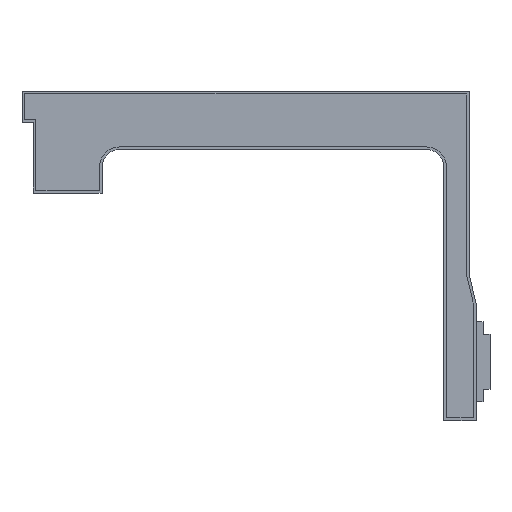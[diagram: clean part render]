
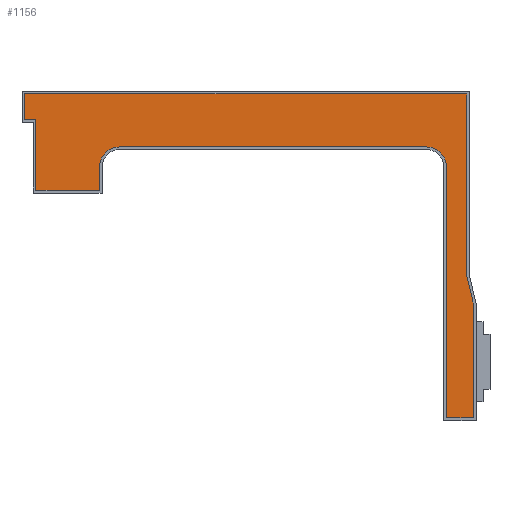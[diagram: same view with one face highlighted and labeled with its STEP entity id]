
A CAD part, top view. The second image highlights one B-rep face of the part: STEP entity #1156.
In plain terms, the highlighted planar face has unit normal (0, 0, 1).
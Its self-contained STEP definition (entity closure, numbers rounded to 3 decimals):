
#71=PLANE('',#1246);
#128=FACE_OUTER_BOUND('',#190,.T.);
#190=EDGE_LOOP('',(#1077,#1078,#1079,#1080,#1081,#1082,#1083,#1084,#1085,
#1086,#1087,#1088,#1089,#1090));
#193=LINE('',#1561,#337);
#197=LINE('',#1573,#341);
#200=LINE('',#1579,#344);
#203=LINE('',#1585,#347);
#206=LINE('',#1591,#350);
#209=LINE('',#1597,#353);
#212=LINE('',#1603,#356);
#215=LINE('',#1609,#359);
#218=LINE('',#1615,#362);
#221=LINE('',#1621,#365);
#224=LINE('',#1627,#368);
#227=LINE('',#1632,#371);
#337=VECTOR('',#1262,10.);
#341=VECTOR('',#1274,10.);
#344=VECTOR('',#1279,10.);
#347=VECTOR('',#1284,10.);
#350=VECTOR('',#1289,10.);
#353=VECTOR('',#1294,10.);
#356=VECTOR('',#1299,10.);
#359=VECTOR('',#1304,10.);
#362=VECTOR('',#1309,10.);
#365=VECTOR('',#1314,10.);
#368=VECTOR('',#1319,10.);
#371=VECTOR('',#1324,10.);
#479=CIRCLE('',#1173,2.3);
#481=CIRCLE('',#1177,2.3);
#497=VERTEX_POINT('',#1551);
#498=VERTEX_POINT('',#1552);
#501=VERTEX_POINT('',#1560);
#503=VERTEX_POINT('',#1566);
#505=VERTEX_POINT('',#1572);
#507=VERTEX_POINT('',#1578);
#509=VERTEX_POINT('',#1584);
#511=VERTEX_POINT('',#1590);
#513=VERTEX_POINT('',#1596);
#515=VERTEX_POINT('',#1602);
#517=VERTEX_POINT('',#1608);
#519=VERTEX_POINT('',#1614);
#521=VERTEX_POINT('',#1620);
#523=VERTEX_POINT('',#1626);
#605=EDGE_CURVE('',#497,#498,#479,.T.);
#609=EDGE_CURVE('',#501,#497,#193,.T.);
#612=EDGE_CURVE('',#503,#501,#481,.T.);
#615=EDGE_CURVE('',#505,#503,#197,.T.);
#618=EDGE_CURVE('',#507,#505,#200,.T.);
#621=EDGE_CURVE('',#509,#507,#203,.T.);
#624=EDGE_CURVE('',#511,#509,#206,.T.);
#627=EDGE_CURVE('',#513,#511,#209,.T.);
#630=EDGE_CURVE('',#515,#513,#212,.T.);
#633=EDGE_CURVE('',#517,#515,#215,.T.);
#636=EDGE_CURVE('',#519,#517,#218,.T.);
#639=EDGE_CURVE('',#521,#519,#221,.T.);
#642=EDGE_CURVE('',#523,#521,#224,.T.);
#645=EDGE_CURVE('',#498,#523,#227,.T.);
#1077=ORIENTED_EDGE('',*,*,#605,.T.);
#1078=ORIENTED_EDGE('',*,*,#645,.T.);
#1079=ORIENTED_EDGE('',*,*,#642,.T.);
#1080=ORIENTED_EDGE('',*,*,#639,.T.);
#1081=ORIENTED_EDGE('',*,*,#636,.T.);
#1082=ORIENTED_EDGE('',*,*,#633,.T.);
#1083=ORIENTED_EDGE('',*,*,#630,.T.);
#1084=ORIENTED_EDGE('',*,*,#627,.T.);
#1085=ORIENTED_EDGE('',*,*,#624,.T.);
#1086=ORIENTED_EDGE('',*,*,#621,.T.);
#1087=ORIENTED_EDGE('',*,*,#618,.T.);
#1088=ORIENTED_EDGE('',*,*,#615,.T.);
#1089=ORIENTED_EDGE('',*,*,#612,.T.);
#1090=ORIENTED_EDGE('',*,*,#609,.T.);
#1156=ADVANCED_FACE('',(#128),#71,.F.);
#1173=AXIS2_PLACEMENT_3D('',#1553,#1254,#1255);
#1177=AXIS2_PLACEMENT_3D('',#1567,#1267,#1268);
#1246=AXIS2_PLACEMENT_3D('',#1876,#1544,#1545);
#1254=DIRECTION('center_axis',(0.,0.,-1.));
#1255=DIRECTION('ref_axis',(1.,0.,0.));
#1262=DIRECTION('',(1.,0.,0.));
#1267=DIRECTION('center_axis',(0.,0.,-1.));
#1268=DIRECTION('ref_axis',(0.,1.,0.));
#1274=DIRECTION('',(0.,1.,0.));
#1279=DIRECTION('',(1.,0.,0.));
#1284=DIRECTION('',(0.,-1.,0.));
#1289=DIRECTION('',(1.,0.,0.));
#1294=DIRECTION('',(0.,-1.,0.));
#1299=DIRECTION('',(-1.,0.,0.));
#1304=DIRECTION('',(0.,1.,0.));
#1309=DIRECTION('',(-0.229,0.973,0.));
#1314=DIRECTION('',(0.,1.,0.));
#1319=DIRECTION('',(1.,0.,0.));
#1324=DIRECTION('',(0.,-1.,0.));
#1544=DIRECTION('center_axis',(0.,0.,-1.));
#1545=DIRECTION('ref_axis',(-1.,0.,0.));
#1551=CARTESIAN_POINT('',(20.9,12.95,-2.4));
#1552=CARTESIAN_POINT('',(23.2,10.65,-2.4));
#1553=CARTESIAN_POINT('Origin',(20.9,10.65,-2.4));
#1560=CARTESIAN_POINT('',(-14.4,12.95,-2.4));
#1561=CARTESIAN_POINT('',(-6.95,12.95,-2.4));
#1566=CARTESIAN_POINT('',(-16.7,10.65,-2.4));
#1567=CARTESIAN_POINT('Origin',(-14.4,10.65,-2.4));
#1572=CARTESIAN_POINT('',(-16.7,7.95,-2.4));
#1573=CARTESIAN_POINT('',(-16.7,4.209,-2.4));
#1578=CARTESIAN_POINT('',(-24.,7.95,-2.4));
#1579=CARTESIAN_POINT('',(-11.75,7.95,-2.4));
#1584=CARTESIAN_POINT('',(-24.,16.05,-2.4));
#1585=CARTESIAN_POINT('',(-24.,8.259,-2.4));
#1590=CARTESIAN_POINT('',(-25.3,16.05,-2.4));
#1591=CARTESIAN_POINT('',(-12.4,16.05,-2.4));
#1596=CARTESIAN_POINT('',(-25.3,19.034,-2.4));
#1597=CARTESIAN_POINT('',(-25.3,9.751,-2.4));
#1602=CARTESIAN_POINT('',(25.5,19.034,-2.4));
#1603=CARTESIAN_POINT('',(13.,19.034,-2.4));
#1608=CARTESIAN_POINT('',(25.5,-1.71,-2.4));
#1609=CARTESIAN_POINT('',(25.5,-0.621,-2.4));
#1614=CARTESIAN_POINT('',(26.3,-5.11,-2.4));
#1615=CARTESIAN_POINT('',(25.002,0.408,-2.4));
#1620=CARTESIAN_POINT('',(26.3,-18.2,-2.4));
#1621=CARTESIAN_POINT('',(26.3,-8.866,-2.4));
#1626=CARTESIAN_POINT('',(23.2,-18.2,-2.4));
#1627=CARTESIAN_POINT('',(11.85,-18.2,-2.4));
#1632=CARTESIAN_POINT('',(23.2,5.559,-2.4));
#1876=CARTESIAN_POINT('Origin',(0.5,0.467,-2.4));
